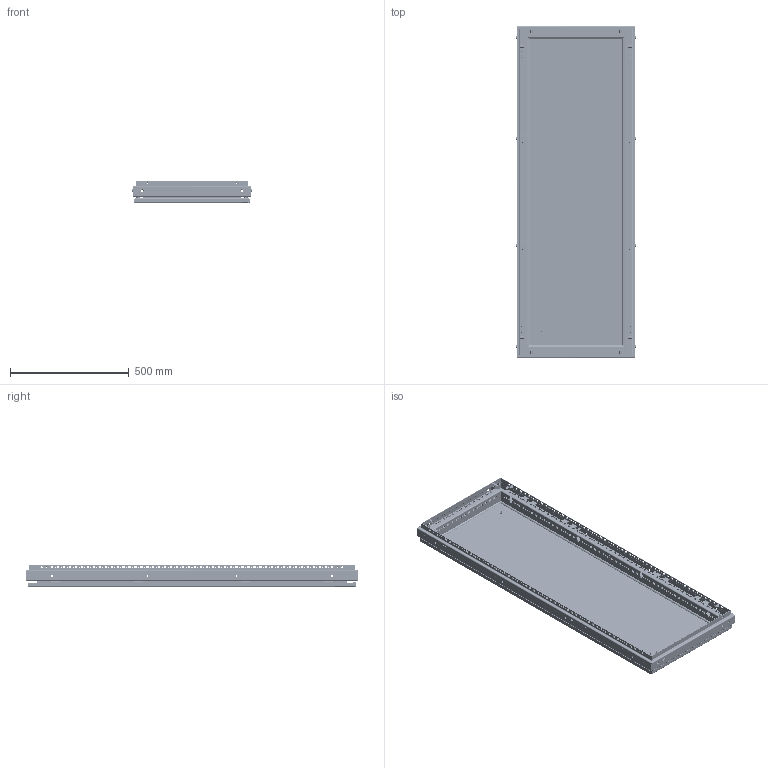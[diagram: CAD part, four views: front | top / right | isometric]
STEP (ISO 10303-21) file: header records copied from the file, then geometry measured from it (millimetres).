
FILE_DESCRIPTION (( 'STEP AP214' ), '1' );
FILE_NAME ('Ñâàðíàÿ ðàìà ñ çàäíåé ïàíåëüþ W500H1400.STEP', '2024-08-14T07:46:46', ( '' ), ( '' ), 'SwSTEP 2.0', 'SolidWorks 2021', '' );
FILE_SCHEMA (( 'AUTOMOTIVE_DESIGN' ));
Length unit declared in the file: millimetre
Products named in the file (19): Çàäíÿÿ ïàíåëü ÑÁ W500H1400; Ãîðèçîíòàëüíûé ïðîôèëü2 W500; Øïèëüêà ïðèâàðíàÿ Ì6õ16; Çàêëåïêà ðåçüáîâàÿ Ì6 øåñòèãðàííàÿ ñ óìåíüøåííûì áîðòîì; Çàêëåïêà ðåçüáîâàÿ Ì8 øåñòèãðàííàÿ ñ óìåíüøåííûì áîðòîì; Áîêîâîé ïðîôèëü2 H1400; Ãîðèçîíòàëüíûé ïðîôèëü W500; Ãàñêåòèíã çàäíåé ïàíåëè W500H1400; Ãàéêà êëåòüåâàÿ DIN 88109-Ì6-(1,7-2,5)-Zn ; Áîêîâîé ïðîôèëü H1400; 600.000; Êðåïëåíèå çàäíåé ïàíåëè; Ñâàðíàÿ ðàìà ñ çàäíåé ïàíåëüþ W500H1400; Áîêîâîé ïðîôèëü1 H1400; Ñâàðíàÿ ðàìà W500H1400; Çàäíÿÿ ïàíåëü W500H1400; Áîáûøêà; Ãîðèçîíòàëüíûé ïðîôèëü1 W500; Âèíò Ì6õ16 ìåáåëüíûé
Assembly tree (92 placements, depth 4):
  Ñâàðíàÿ ðàìà ñ çàäíåé ïàíåëüþ W500H1400
    Ñâàðíàÿ ðàìà W500H1400
      Ãîðèçîíòàëüíûé ïðîôèëü W500  x2
        Ãîðèçîíòàëüíûé ïðîôèëü1 W500
        Ãîðèçîíòàëüíûé ïðîôèëü2 W500
        600.000
        Áîáûøêà
      Áîêîâîé ïðîôèëü H1400  x2
        Áîêîâîé ïðîôèëü1 H1400
        Áîêîâîé ïðîôèëü2 H1400
      Çàêëåïêà ðåçüáîâàÿ Ì8 øåñòèãðàííàÿ ñ óìåíüøåííûì áîðòîì  x8
      Çàêëåïêà ðåçüáîâàÿ Ì6 øåñòèãðàííàÿ ñ óìåíüøåííûì áîðòîì  x26
    Çàäíÿÿ ïàíåëü ÑÁ W500H1400
      Çàäíÿÿ ïàíåëü W500H1400
      Ãàñêåòèíã çàäíåé ïàíåëè W500H1400
      Øïèëüêà ïðèâàðíàÿ Ì6õ16  x2
    Êðåïëåíèå çàäíåé ïàíåëè  x8
    Âèíò Ì6õ16 ìåáåëüíûé  x24
    Ãàéêà êëåòüåâàÿ DIN 88109-Ì6-(1,7-2,5)-Zn   x8
Bounding box: 501.2 x 1396 x 90.9 mm (x, y, z)
Volume: 2988013.5 mm3; surface area: 3338807.4 mm2
Topology: 94 solids, 94 shells, 7932 faces, 20924 edges, 13226 vertices
Faces by surface type: plane 4205, cylinder 2953, cone 472, bspline 250, torus 52
Entity records: 74800 total; most frequent: CARTESIAN_POINT 20160, ORIENTED_EDGE 11184, DIRECTION 10629, EDGE_CURVE 5592, LINE 4157, VECTOR 4157, VERTEX_POINT 3618, AXIS2_PLACEMENT_3D 3236
